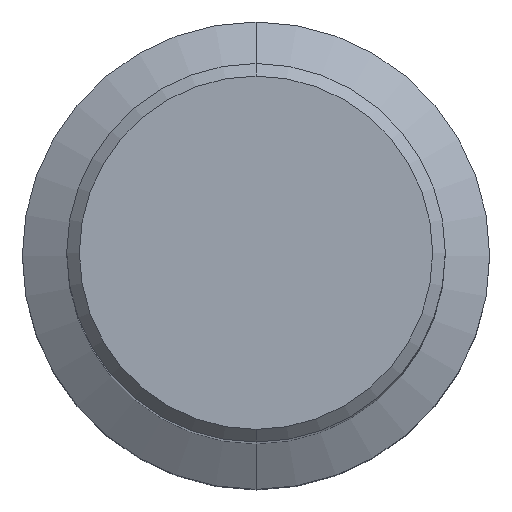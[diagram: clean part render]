
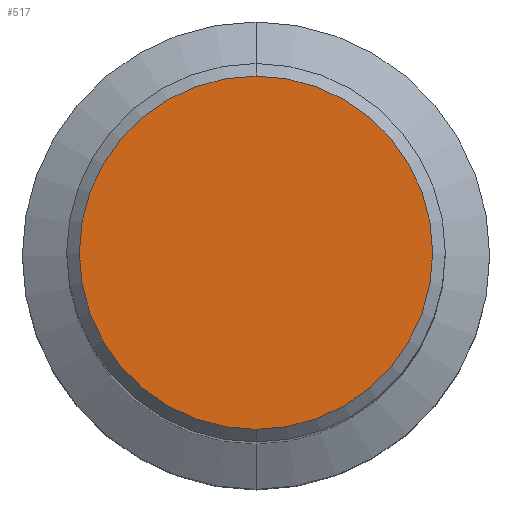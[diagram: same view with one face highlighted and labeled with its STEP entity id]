
A CAD part, top view. The second image highlights one B-rep face of the part: STEP entity #517.
In plain terms, the highlighted planar face has unit normal (0, 0, 1).
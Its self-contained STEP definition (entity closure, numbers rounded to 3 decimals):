
#223=EDGE_CURVE('',#285,#249,#611,.T.);
#249=VERTEX_POINT('',#640);
#281=EDGE_CURVE('',#249,#285,#675,.T.);
#285=VERTEX_POINT('',#679);
#517=ADVANCED_FACE('',(#932),#933,.T.);
#611=CIRCLE('',#1033,16.8);
#640=CARTESIAN_POINT('',(0.,-16.8,0.0));
#675=CIRCLE('',#1271,16.8);
#679=CARTESIAN_POINT('',(0.0,16.8,0.0));
#932=FACE_OUTER_BOUND('',#1806,.T.);
#933=PLANE('',#1807);
#1033=AXIS2_PLACEMENT_3D('',#1950,#1951,#1952);
#1271=AXIS2_PLACEMENT_3D('',#2027,#2028,#2029);
#1806=EDGE_LOOP('',(#2285,#2286));
#1807=AXIS2_PLACEMENT_3D('',#2287,#2288,#2289);
#1950=CARTESIAN_POINT('',(0.0,0.0,0.0));
#1951=DIRECTION('',(0.0,0.0,-1.0));
#1952=DIRECTION('',(0.0,1.0,0.0));
#2027=CARTESIAN_POINT('',(0.0,0.0,0.0));
#2028=DIRECTION('',(0.0,0.0,-1.0));
#2029=DIRECTION('',(0.0,1.0,0.0));
#2285=ORIENTED_EDGE('',*,*,#223,.F.);
#2286=ORIENTED_EDGE('',*,*,#281,.F.);
#2287=CARTESIAN_POINT('',(0.0,8.4,0.0));
#2288=DIRECTION('',(-0.0,0.0,1.0));
#2289=DIRECTION('',(0.0,-1.0,0.0));
